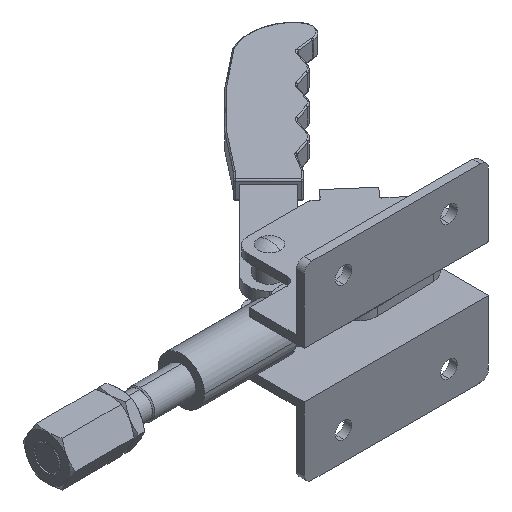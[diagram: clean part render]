
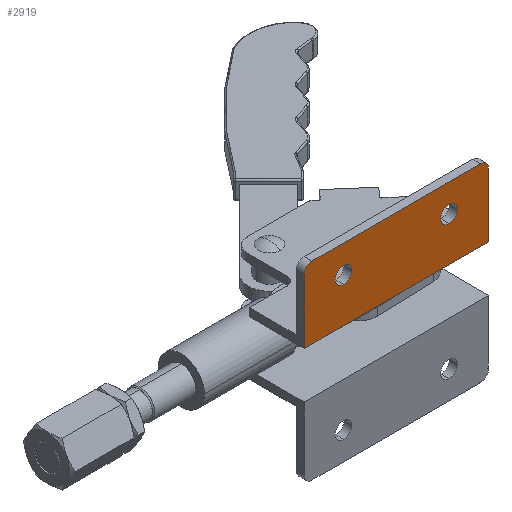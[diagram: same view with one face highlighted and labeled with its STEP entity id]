
A CAD part, isometric view. The second image highlights one B-rep face of the part: STEP entity #2919.
In plain terms, the highlighted planar face has unit normal (0, -1, 0).
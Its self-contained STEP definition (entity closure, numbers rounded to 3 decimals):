
#54 = EDGE_LOOP ( 'NONE', ( #6465, #7488 ) ) ;
#176 = VECTOR ( 'NONE', #5362, 1000. ) ;
#182 = CARTESIAN_POINT ( 'NONE',  ( 70., 0., -3. ) ) ;
#441 = EDGE_CURVE ( 'NONE', #2628, #4973, #2069, .T. ) ;
#731 = EDGE_CURVE ( 'NONE', #3302, #7737, #7096, .T. ) ;
#779 = FACE_OUTER_BOUND ( 'NONE', #8297, .T. ) ;
#794 = AXIS2_PLACEMENT_3D ( 'NONE', #8451, #1506, #3986 ) ;
#817 = DIRECTION ( 'NONE',  ( -1., 0., 0. ) ) ;
#939 = DIRECTION ( 'NONE',  ( 0., 0., 1. ) ) ;
#1289 = CARTESIAN_POINT ( 'NONE',  ( 0., 0., -3. ) ) ;
#1506 = DIRECTION ( 'NONE',  ( 0., -1., 0. ) ) ;
#1634 = DIRECTION ( 'NONE',  ( 0., -1., 0. ) ) ;
#1644 = AXIS2_PLACEMENT_3D ( 'NONE', #6095, #1694, #6816 ) ;
#1694 = DIRECTION ( 'NONE',  ( 0., -1., 0. ) ) ;
#1817 = EDGE_CURVE ( 'NONE', #8918, #4154, #8662, .T. ) ;
#1861 = EDGE_CURVE ( 'NONE', #7737, #3302, #6632, .T. ) ;
#2046 = VECTOR ( 'NONE', #817, 1000. ) ;
#2069 = LINE ( 'NONE', #2976, #2046 ) ;
#2331 = ORIENTED_EDGE ( 'NONE', *, *, #441, .T. ) ;
#2456 = VERTEX_POINT ( 'NONE', #1289 ) ;
#2471 = CARTESIAN_POINT ( 'NONE',  ( 0., 0., -3. ) ) ;
#2492 = DIRECTION ( 'NONE',  ( 0., -1., 0. ) ) ;
#2591 = DIRECTION ( 'NONE',  ( 0., -1., 0. ) ) ;
#2628 = VERTEX_POINT ( 'NONE', #8891 ) ;
#2875 = AXIS2_PLACEMENT_3D ( 'NONE', #4768, #2591, #7730 ) ;
#2919 = ADVANCED_FACE ( 'NONE', ( #6251, #6010, #779 ), #9228, .T. ) ;
#2959 = LINE ( 'NONE', #182, #6623 ) ;
#2976 = CARTESIAN_POINT ( 'NONE',  ( 3., 0., 24.2 ) ) ;
#3212 = CARTESIAN_POINT ( 'NONE',  ( 0., 0., -3. ) ) ;
#3220 = CARTESIAN_POINT ( 'NONE',  ( 3., 0., 24.2 ) ) ;
#3268 = VERTEX_POINT ( 'NONE', #6007 ) ;
#3302 = VERTEX_POINT ( 'NONE', #5278 ) ;
#3464 = DIRECTION ( 'NONE',  ( 0., -1., 0. ) ) ;
#3576 = EDGE_CURVE ( 'NONE', #4973, #6559, #8214, .T. ) ;
#3622 = ORIENTED_EDGE ( 'NONE', *, *, #7463, .F. ) ;
#3779 = AXIS2_PLACEMENT_3D ( 'NONE', #5265, #1634, #6035 ) ;
#3827 = EDGE_CURVE ( 'NONE', #2456, #6559, #4164, .T. ) ;
#3889 = LINE ( 'NONE', #3212, #7570 ) ;
#3953 = DIRECTION ( 'NONE',  ( 1., 0., 0. ) ) ;
#3961 = ORIENTED_EDGE ( 'NONE', *, *, #9221, .T. ) ;
#3986 = DIRECTION ( 'NONE',  ( 0., 0., 1. ) ) ;
#4154 = VERTEX_POINT ( 'NONE', #8860 ) ;
#4164 = LINE ( 'NONE', #2471, #176 ) ;
#4301 = AXIS2_PLACEMENT_3D ( 'NONE', #7893, #3464, #8678 ) ;
#4595 = AXIS2_PLACEMENT_3D ( 'NONE', #6881, #2492, #7629 ) ;
#4649 = EDGE_LOOP ( 'NONE', ( #3622, #9191 ) ) ;
#4768 = CARTESIAN_POINT ( 'NONE',  ( 0., 0., -3. ) ) ;
#4973 = VERTEX_POINT ( 'NONE', #3220 ) ;
#5098 = CARTESIAN_POINT ( 'NONE',  ( 70., 0., -3. ) ) ;
#5265 = CARTESIAN_POINT ( 'NONE',  ( 15., 0., 13.7 ) ) ;
#5278 = CARTESIAN_POINT ( 'NONE',  ( 15., 0., 10.55 ) ) ;
#5311 = CARTESIAN_POINT ( 'NONE',  ( 0., 0., 21.2 ) ) ;
#5362 = DIRECTION ( 'NONE',  ( 0., 0., 1. ) ) ;
#5457 = ORIENTED_EDGE ( 'NONE', *, *, #3827, .F. ) ;
#6001 = DIRECTION ( 'NONE',  ( 0., 0., 1. ) ) ;
#6007 = CARTESIAN_POINT ( 'NONE',  ( 70., 0., 21.2 ) ) ;
#6010 = FACE_BOUND ( 'NONE', #54, .T. ) ;
#6035 = DIRECTION ( 'NONE',  ( 0., 0., 1. ) ) ;
#6041 = CARTESIAN_POINT ( 'NONE',  ( 15., 0., 13.7 ) ) ;
#6095 = CARTESIAN_POINT ( 'NONE',  ( 67., 0., 21.2 ) ) ;
#6126 = VERTEX_POINT ( 'NONE', #5098 ) ;
#6251 = FACE_BOUND ( 'NONE', #4649, .T. ) ;
#6338 = ORIENTED_EDGE ( 'NONE', *, *, #7432, .T. ) ;
#6465 = ORIENTED_EDGE ( 'NONE', *, *, #731, .F. ) ;
#6559 = VERTEX_POINT ( 'NONE', #5311 ) ;
#6623 = VECTOR ( 'NONE', #939, 1000. ) ;
#6632 = CIRCLE ( 'NONE', #3779, 3.15 ) ;
#6816 = DIRECTION ( 'NONE',  ( 0., 0., 1. ) ) ;
#6854 = CIRCLE ( 'NONE', #1644, 3. ) ;
#6881 = CARTESIAN_POINT ( 'NONE',  ( 55., 0., 13.7 ) ) ;
#7096 = CIRCLE ( 'NONE', #7338, 3.15 ) ;
#7100 = CIRCLE ( 'NONE', #4595, 3.15 ) ;
#7338 = AXIS2_PLACEMENT_3D ( 'NONE', #6041, #9024, #6001 ) ;
#7432 = EDGE_CURVE ( 'NONE', #3268, #2628, #6854, .T. ) ;
#7450 = EDGE_CURVE ( 'NONE', #6126, #3268, #2959, .T. ) ;
#7463 = EDGE_CURVE ( 'NONE', #4154, #8918, #7100, .T. ) ;
#7488 = ORIENTED_EDGE ( 'NONE', *, *, #1861, .F. ) ;
#7570 = VECTOR ( 'NONE', #3953, 1000. ) ;
#7629 = DIRECTION ( 'NONE',  ( 0., 0., 1. ) ) ;
#7730 = DIRECTION ( 'NONE',  ( 0., 0., -1. ) ) ;
#7737 = VERTEX_POINT ( 'NONE', #8189 ) ;
#7770 = ORIENTED_EDGE ( 'NONE', *, *, #7450, .T. ) ;
#7893 = CARTESIAN_POINT ( 'NONE',  ( 3., 0., 21.2 ) ) ;
#8189 = CARTESIAN_POINT ( 'NONE',  ( 15., 0., 16.85 ) ) ;
#8214 = CIRCLE ( 'NONE', #4301, 3. ) ;
#8297 = EDGE_LOOP ( 'NONE', ( #7770, #6338, #2331, #9115, #5457, #3961 ) ) ;
#8451 = CARTESIAN_POINT ( 'NONE',  ( 55., 0., 13.7 ) ) ;
#8662 = CIRCLE ( 'NONE', #794, 3.15 ) ;
#8678 = DIRECTION ( 'NONE',  ( 0., 0., 1. ) ) ;
#8860 = CARTESIAN_POINT ( 'NONE',  ( 55., 0., 10.55 ) ) ;
#8891 = CARTESIAN_POINT ( 'NONE',  ( 67., 0., 24.2 ) ) ;
#8918 = VERTEX_POINT ( 'NONE', #9528 ) ;
#9024 = DIRECTION ( 'NONE',  ( 0., -1., 0. ) ) ;
#9115 = ORIENTED_EDGE ( 'NONE', *, *, #3576, .T. ) ;
#9191 = ORIENTED_EDGE ( 'NONE', *, *, #1817, .F. ) ;
#9221 = EDGE_CURVE ( 'NONE', #2456, #6126, #3889, .T. ) ;
#9228 = PLANE ( 'NONE',  #2875 ) ;
#9528 = CARTESIAN_POINT ( 'NONE',  ( 55., 0., 16.85 ) ) ;
